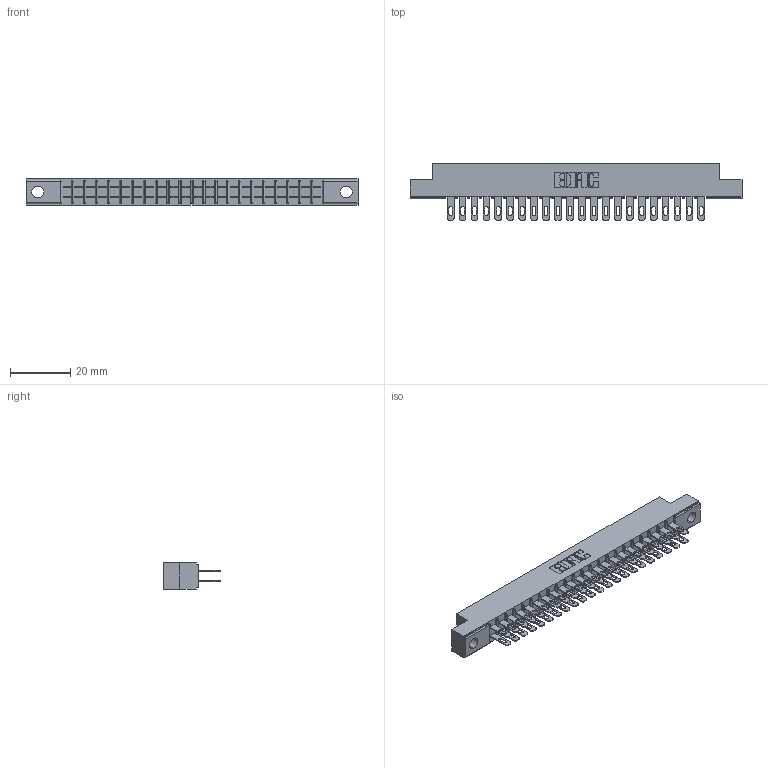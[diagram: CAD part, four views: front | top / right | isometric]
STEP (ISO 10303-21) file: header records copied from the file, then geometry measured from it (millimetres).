
FILE_DESCRIPTION (( 'STEP AP203' ), '1' );
FILE_NAME ('305-044-500-204.STEP', '2019-09-09T19:47:34', ( '' ), ( '' ), 'SwSTEP 2.0', 'SolidWorks 2016', '' );
FILE_SCHEMA (( 'CONFIG_CONTROL_DESIGN' ));
Length unit declared in the file: inch
Products named in the file (3): 305-290-001_500; 305 Part_.156 Dia; 305-044-500-204
Assembly tree (45 placements, depth 2):
  305-044-500-204
    305 Part_.156 Dia
    305-290-001_500  x44
Bounding box: 110.19 x 18.85 x 8.71 mm (x, y, z)
Volume: 6936.4 mm3; surface area: 13786.5 mm2
Topology: 45 solids, 45 shells, 2330 faces, 6666 edges, 4324 vertices
Faces by surface type: plane 1314, cylinder 928, sphere 88
Entity records: 26695 total; most frequent: CARTESIAN_POINT 4422, ORIENTED_EDGE 4384, DIRECTION 4288, EDGE_CURVE 2192, VECTOR 1756, LINE 1756, VERTEX_POINT 1400, AXIS2_PLACEMENT_3D 1266
